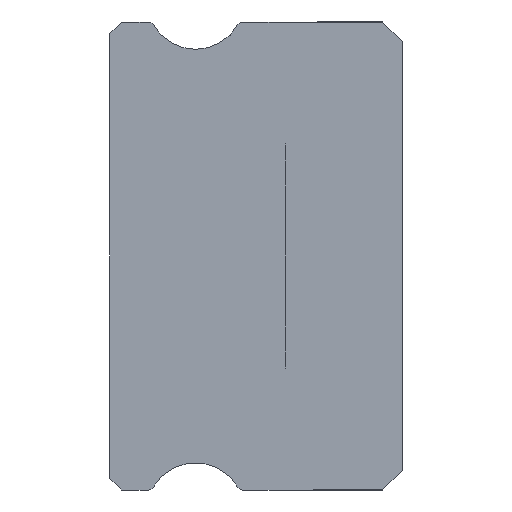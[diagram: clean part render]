
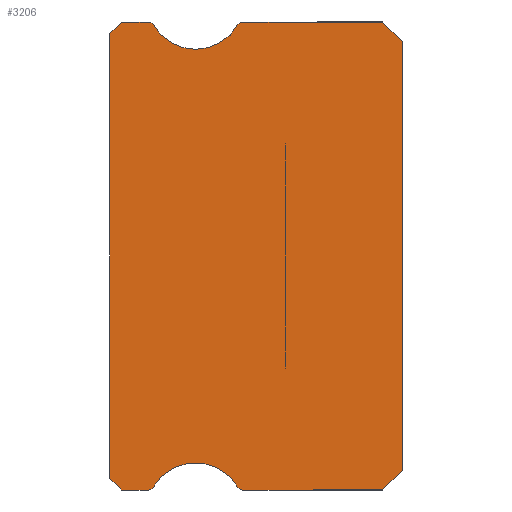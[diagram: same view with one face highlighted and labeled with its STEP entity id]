
A CAD part, left-side view. The second image highlights one B-rep face of the part: STEP entity #3206.
In plain terms, the highlighted planar face has unit normal (-1, 0, 0).
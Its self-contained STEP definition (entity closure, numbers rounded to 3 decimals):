
#53 = ORIENTED_EDGE ( 'NONE', *, *, #3532, .F. ) ;
#62 = ORIENTED_EDGE ( 'NONE', *, *, #5001, .T. ) ;
#78 = DIRECTION ( 'NONE',  ( 0., 0.707, -0.707 ) ) ;
#80 = CARTESIAN_POINT ( 'NONE',  ( -5., 0.5, 6. ) ) ;
#82 = VECTOR ( 'NONE', #6587, 1000. ) ;
#123 = EDGE_CURVE ( 'NONE', #1044, #793, #1692, .T. ) ;
#188 = DIRECTION ( 'NONE',  ( 0., -1., 0. ) ) ;
#208 = EDGE_CURVE ( 'NONE', #6291, #3794, #637, .T. ) ;
#274 = EDGE_CURVE ( 'NONE', #651, #1044, #2505, .T. ) ;
#337 = CARTESIAN_POINT ( 'NONE',  ( -5., 6.512, 5.85 ) ) ;
#453 = AXIS2_PLACEMENT_3D ( 'NONE', #6162, #1097, #2339 ) ;
#457 = DIRECTION ( 'NONE',  ( 0., 0., -1. ) ) ;
#530 = VERTEX_POINT ( 'NONE', #2240 ) ;
#532 = CARTESIAN_POINT ( 'NONE',  ( -5., 0., -5.5 ) ) ;
#558 = CARTESIAN_POINT ( 'NONE',  ( -5., 0.5, -6. ) ) ;
#565 = DIRECTION ( 'NONE',  ( 0., -1., 0. ) ) ;
#569 = CIRCLE ( 'NONE', #453, 1.25 ) ;
#635 = LINE ( 'NONE', #2874, #6229 ) ;
#637 = LINE ( 'NONE', #4045, #3207 ) ;
#651 = VERTEX_POINT ( 'NONE', #5291 ) ;
#765 = ORIENTED_EDGE ( 'NONE', *, *, #3603, .T. ) ;
#780 = VERTEX_POINT ( 'NONE', #6995 ) ;
#793 = VERTEX_POINT ( 'NONE', #5639 ) ;
#919 = CIRCLE ( 'NONE', #5036, 1.25 ) ;
#1042 = VECTOR ( 'NONE', #1835, 1000. ) ;
#1044 = VERTEX_POINT ( 'NONE', #2034 ) ;
#1097 = DIRECTION ( 'NONE',  ( -1., 0., 0. ) ) ;
#1235 = DIRECTION ( 'NONE',  ( 0., -0.707, -0.707 ) ) ;
#1265 = CIRCLE ( 'NONE', #2216, 0.15 ) ;
#1282 = DIRECTION ( 'NONE',  ( 0., 0., -1. ) ) ;
#1295 = ORIENTED_EDGE ( 'NONE', *, *, #1805, .T. ) ;
#1305 = VECTOR ( 'NONE', #565, 1000. ) ;
#1312 = DIRECTION ( 'NONE',  ( 0., -0.707, -0.707 ) ) ;
#1393 = ORIENTED_EDGE ( 'NONE', *, *, #6375, .F. ) ;
#1517 = EDGE_CURVE ( 'NONE', #6291, #4621, #5314, .T. ) ;
#1553 = DIRECTION ( 'NONE',  ( 0., 0., -1. ) ) ;
#1588 = CARTESIAN_POINT ( 'NONE',  ( -5., 0., 5.5 ) ) ;
#1682 = CARTESIAN_POINT ( 'NONE',  ( -5., 5.3, 6.55 ) ) ;
#1692 = CIRCLE ( 'NONE', #2631, 1.25 ) ;
#1770 = VERTEX_POINT ( 'NONE', #2344 ) ;
#1805 = EDGE_CURVE ( 'NONE', #651, #4005, #6365, .T. ) ;
#1835 = DIRECTION ( 'NONE',  ( 0., 0.707, -0.707 ) ) ;
#1838 = ORIENTED_EDGE ( 'NONE', *, *, #7032, .F. ) ;
#1916 = DIRECTION ( 'NONE',  ( 0., 0., -1. ) ) ;
#2010 = CARTESIAN_POINT ( 'NONE',  ( -5., 6.512, -6. ) ) ;
#2034 = CARTESIAN_POINT ( 'NONE',  ( -5., 6.383, 5.925 ) ) ;
#2053 = VERTEX_POINT ( 'NONE', #532 ) ;
#2216 = AXIS2_PLACEMENT_3D ( 'NONE', #2566, #4256, #1553 ) ;
#2240 = CARTESIAN_POINT ( 'NONE',  ( -5., 4.217, 5.925 ) ) ;
#2293 = CARTESIAN_POINT ( 'NONE',  ( -5., 7.5, 5.7 ) ) ;
#2338 = DIRECTION ( 'NONE',  ( 1., 0., 0. ) ) ;
#2339 = DIRECTION ( 'NONE',  ( 0., 0., -1. ) ) ;
#2344 = CARTESIAN_POINT ( 'NONE',  ( -5., 4.088, 6. ) ) ;
#2412 = DIRECTION ( 'NONE',  ( 0., 1., 0. ) ) ;
#2458 = VERTEX_POINT ( 'NONE', #6190 ) ;
#2505 = CIRCLE ( 'NONE', #6424, 0.15 ) ;
#2566 = CARTESIAN_POINT ( 'NONE',  ( -5., 4.088, -5.85 ) ) ;
#2576 = FACE_OUTER_BOUND ( 'NONE', #6927, .T. ) ;
#2631 = AXIS2_PLACEMENT_3D ( 'NONE', #1682, #4497, #457 ) ;
#2675 = CARTESIAN_POINT ( 'NONE',  ( -5., 4.088, -6. ) ) ;
#2834 = ORIENTED_EDGE ( 'NONE', *, *, #5338, .F. ) ;
#2874 = CARTESIAN_POINT ( 'NONE',  ( -5., 7.5, 5.7 ) ) ;
#2916 = CARTESIAN_POINT ( 'NONE',  ( -5., 0., 5.5 ) ) ;
#2918 = AXIS2_PLACEMENT_3D ( 'NONE', #4587, #2338, #4099 ) ;
#2919 = DIRECTION ( 'NONE',  ( 0., 0., 1. ) ) ;
#2995 = ORIENTED_EDGE ( 'NONE', *, *, #6592, .F. ) ;
#3035 = ORIENTED_EDGE ( 'NONE', *, *, #7241, .F. ) ;
#3206 = ADVANCED_FACE ( 'NONE', ( #2576 ), #3714, .F. ) ;
#3207 = VECTOR ( 'NONE', #2919, 1000. ) ;
#3286 = AXIS2_PLACEMENT_3D ( 'NONE', #5344, #6014, #1916 ) ;
#3372 = LINE ( 'NONE', #5623, #1305 ) ;
#3454 = ORIENTED_EDGE ( 'NONE', *, *, #208, .F. ) ;
#3532 = EDGE_CURVE ( 'NONE', #4399, #4965, #4031, .T. ) ;
#3603 = EDGE_CURVE ( 'NONE', #2053, #4965, #4336, .T. ) ;
#3637 = DIRECTION ( 'NONE',  ( 0., 0., -1. ) ) ;
#3643 = EDGE_CURVE ( 'NONE', #6316, #780, #1265, .T. ) ;
#3679 = DIRECTION ( 'NONE',  ( 1., 0., 0. ) ) ;
#3714 = PLANE ( 'NONE',  #3853 ) ;
#3794 = VERTEX_POINT ( 'NONE', #2293 ) ;
#3853 = AXIS2_PLACEMENT_3D ( 'NONE', #337, #3679, #6647 ) ;
#3860 = VECTOR ( 'NONE', #1235, 1000. ) ;
#3970 = DIRECTION ( 'NONE',  ( 1., 0., 0. ) ) ;
#3975 = ORIENTED_EDGE ( 'NONE', *, *, #274, .F. ) ;
#4005 = VERTEX_POINT ( 'NONE', #6657 ) ;
#4031 = LINE ( 'NONE', #6302, #3860 ) ;
#4044 = VECTOR ( 'NONE', #2412, 1000. ) ;
#4045 = CARTESIAN_POINT ( 'NONE',  ( -5., 7.5, 5.85 ) ) ;
#4099 = DIRECTION ( 'NONE',  ( 0., 0., -1. ) ) ;
#4256 = DIRECTION ( 'NONE',  ( 1., 0., 0. ) ) ;
#4290 = ORIENTED_EDGE ( 'NONE', *, *, #5886, .F. ) ;
#4327 = CIRCLE ( 'NONE', #3286, 0.15 ) ;
#4336 = LINE ( 'NONE', #1588, #6934 ) ;
#4399 = VERTEX_POINT ( 'NONE', #80 ) ;
#4497 = DIRECTION ( 'NONE',  ( -1., 0., 0. ) ) ;
#4587 = CARTESIAN_POINT ( 'NONE',  ( -5., 4.088, 5.85 ) ) ;
#4601 = ORIENTED_EDGE ( 'NONE', *, *, #3643, .F. ) ;
#4621 = VERTEX_POINT ( 'NONE', #6977 ) ;
#4706 = CARTESIAN_POINT ( 'NONE',  ( -5., 7.2, 6. ) ) ;
#4796 = VERTEX_POINT ( 'NONE', #558 ) ;
#4913 = LINE ( 'NONE', #2010, #82 ) ;
#4965 = VERTEX_POINT ( 'NONE', #2916 ) ;
#4975 = VECTOR ( 'NONE', #188, 1000. ) ;
#5001 = EDGE_CURVE ( 'NONE', #4005, #3794, #635, .T. ) ;
#5036 = AXIS2_PLACEMENT_3D ( 'NONE', #5890, #7179, #3637 ) ;
#5151 = CIRCLE ( 'NONE', #2918, 0.15 ) ;
#5215 = ORIENTED_EDGE ( 'NONE', *, *, #5726, .F. ) ;
#5291 = CARTESIAN_POINT ( 'NONE',  ( -5., 6.512, 6. ) ) ;
#5307 = ORIENTED_EDGE ( 'NONE', *, *, #7192, .T. ) ;
#5314 = LINE ( 'NONE', #6377, #5472 ) ;
#5338 = EDGE_CURVE ( 'NONE', #2053, #4796, #5847, .T. ) ;
#5344 = CARTESIAN_POINT ( 'NONE',  ( -5., 6.512, -5.85 ) ) ;
#5472 = VECTOR ( 'NONE', #1312, 1000. ) ;
#5623 = CARTESIAN_POINT ( 'NONE',  ( -5., 6.512, -6. ) ) ;
#5639 = CARTESIAN_POINT ( 'NONE',  ( -5., 5.3, 5.3 ) ) ;
#5658 = VERTEX_POINT ( 'NONE', #5754 ) ;
#5690 = LINE ( 'NONE', #6846, #4975 ) ;
#5726 = EDGE_CURVE ( 'NONE', #2458, #5658, #4327, .T. ) ;
#5754 = CARTESIAN_POINT ( 'NONE',  ( -5., 6.512, -6. ) ) ;
#5847 = LINE ( 'NONE', #6399, #1042 ) ;
#5886 = EDGE_CURVE ( 'NONE', #793, #530, #569, .T. ) ;
#5890 = CARTESIAN_POINT ( 'NONE',  ( -5., 5.3, -6.55 ) ) ;
#6014 = DIRECTION ( 'NONE',  ( 1., 0., 0. ) ) ;
#6162 = CARTESIAN_POINT ( 'NONE',  ( -5., 5.3, 6.55 ) ) ;
#6190 = CARTESIAN_POINT ( 'NONE',  ( -5., 6.383, -5.925 ) ) ;
#6203 = ORIENTED_EDGE ( 'NONE', *, *, #1517, .T. ) ;
#6229 = VECTOR ( 'NONE', #78, 1000. ) ;
#6291 = VERTEX_POINT ( 'NONE', #7298 ) ;
#6302 = CARTESIAN_POINT ( 'NONE',  ( -5., 0.5, 6. ) ) ;
#6316 = VERTEX_POINT ( 'NONE', #2675 ) ;
#6344 = CARTESIAN_POINT ( 'NONE',  ( -5., 6.512, 5.85 ) ) ;
#6365 = LINE ( 'NONE', #4706, #4044 ) ;
#6375 = EDGE_CURVE ( 'NONE', #780, #2458, #919, .T. ) ;
#6377 = CARTESIAN_POINT ( 'NONE',  ( -5., 7.2, -6. ) ) ;
#6399 = CARTESIAN_POINT ( 'NONE',  ( -5., 0., -5.5 ) ) ;
#6424 = AXIS2_PLACEMENT_3D ( 'NONE', #6344, #3970, #1282 ) ;
#6487 = DIRECTION ( 'NONE',  ( 0., 0., 1. ) ) ;
#6587 = DIRECTION ( 'NONE',  ( 0., 1., 0. ) ) ;
#6592 = EDGE_CURVE ( 'NONE', #530, #1770, #5151, .T. ) ;
#6647 = DIRECTION ( 'NONE',  ( 0., 0., -1. ) ) ;
#6657 = CARTESIAN_POINT ( 'NONE',  ( -5., 7.2, 6. ) ) ;
#6846 = CARTESIAN_POINT ( 'NONE',  ( -5., 6.512, 6. ) ) ;
#6927 = EDGE_LOOP ( 'NONE', ( #62, #3454, #6203, #5307, #5215, #1393, #4601, #1838, #2834, #765, #53, #3035, #2995, #4290, #6998, #3975, #1295 ) ) ;
#6934 = VECTOR ( 'NONE', #6487, 1000. ) ;
#6977 = CARTESIAN_POINT ( 'NONE',  ( -5., 7.2, -6. ) ) ;
#6995 = CARTESIAN_POINT ( 'NONE',  ( -5., 4.217, -5.925 ) ) ;
#6998 = ORIENTED_EDGE ( 'NONE', *, *, #123, .F. ) ;
#7032 = EDGE_CURVE ( 'NONE', #4796, #6316, #4913, .T. ) ;
#7179 = DIRECTION ( 'NONE',  ( -1., 0., 0. ) ) ;
#7192 = EDGE_CURVE ( 'NONE', #4621, #5658, #3372, .T. ) ;
#7241 = EDGE_CURVE ( 'NONE', #1770, #4399, #5690, .T. ) ;
#7298 = CARTESIAN_POINT ( 'NONE',  ( -5., 7.5, -5.7 ) ) ;
